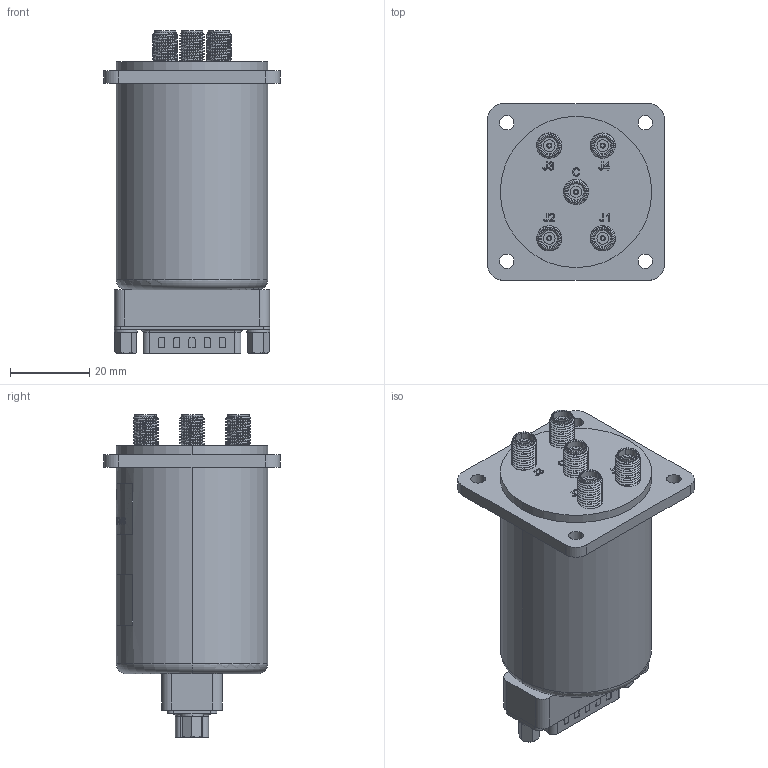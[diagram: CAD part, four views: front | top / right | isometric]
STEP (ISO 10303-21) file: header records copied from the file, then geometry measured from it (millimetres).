
FILE_DESCRIPTION (( 'STEP AP214' ), '1' );
FILE_NAME ('FMSW6456.step', '2021-02-25T21:30:26', ( '' ), ( '' ), 'SwSTEP 2.0', 'SolidWorks 2018', '' );
FILE_SCHEMA (( 'AUTOMOTIVE_DESIGN' ));
Length unit declared in the file: inch
Products named in the file (1): FMSW6456
Bounding box: 44.45 x 44.45 x 81.31 mm (x, y, z)
Volume: 74776.6 mm3; surface area: 15072.1 mm2
Topology: 1 solids, 1 shells, 930 faces, 2413 edges, 1560 vertices
Faces by surface type: plane 345, cylinder 294, bspline 201, cone 53, sphere 30, torus 7
Entity records: 42246 total; most frequent: CARTESIAN_POINT 21821, ORIENTED_EDGE 4736, DIRECTION 3473, EDGE_CURVE 2368, VERTEX_POINT 1545, AXIS2_PLACEMENT_3D 1245, EDGE_LOOP 1043, VECTOR 983
